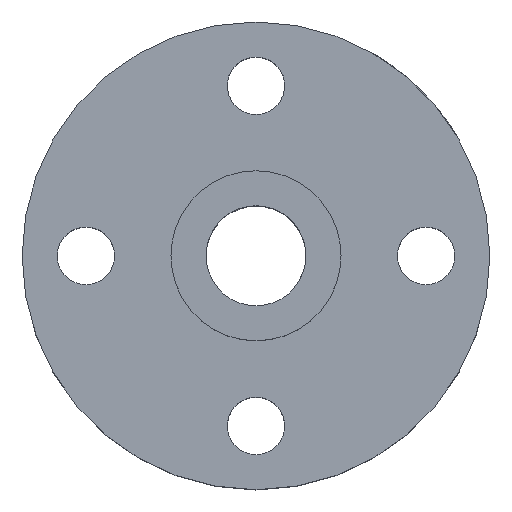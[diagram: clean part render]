
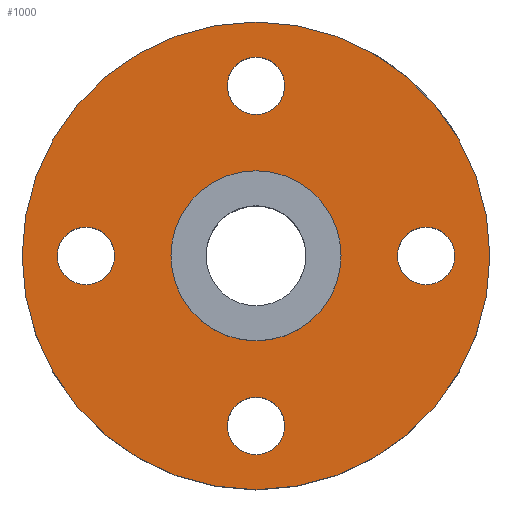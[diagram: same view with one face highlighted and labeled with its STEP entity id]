
A CAD part, top view. The second image highlights one B-rep face of the part: STEP entity #1000.
In plain terms, the highlighted planar face has unit normal (0, 0, 1).
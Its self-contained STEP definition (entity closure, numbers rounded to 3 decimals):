
#1 = EDGE_CURVE ( 'NONE', #389, #808, #729, .T. ) ;
#17 = AXIS2_PLACEMENT_3D ( 'NONE', #691, #619, #693 ) ;
#18 = ORIENTED_EDGE ( 'NONE', *, *, #222, .F. ) ;
#45 = ORIENTED_EDGE ( 'NONE', *, *, #979, .T. ) ;
#61 = CARTESIAN_POINT ( 'NONE',  ( 11., 0., 3.35 ) ) ;
#67 = AXIS2_PLACEMENT_3D ( 'NONE', #630, #874, #788 ) ;
#70 = EDGE_LOOP ( 'NONE', ( #871, #277 ) ) ;
#86 = FACE_BOUND ( 'NONE', #280, .T. ) ;
#96 = DIRECTION ( 'NONE',  ( 1., 0., 0. ) ) ;
#101 = FACE_BOUND ( 'NONE', #238, .T. ) ;
#103 = CARTESIAN_POINT ( 'NONE',  ( 0., 0., 3.35 ) ) ;
#113 = EDGE_CURVE ( 'NONE', #344, #1063, #1053, .T. ) ;
#122 = CARTESIAN_POINT ( 'NONE',  ( 0., 8., 3.35 ) ) ;
#132 = EDGE_CURVE ( 'NONE', #601, #262, #711, .T. ) ;
#143 = AXIS2_PLACEMENT_3D ( 'NONE', #667, #683, #96 ) ;
#147 = DIRECTION ( 'NONE',  ( 0., 0., 1. ) ) ;
#154 = ORIENTED_EDGE ( 'NONE', *, *, #171, .F. ) ;
#159 = CARTESIAN_POINT ( 'NONE',  ( 6.647, 0., 3.35 ) ) ;
#163 = DIRECTION ( 'NONE',  ( 0., 0., 1. ) ) ;
#171 = EDGE_CURVE ( 'NONE', #738, #528, #565, .T. ) ;
#175 = CARTESIAN_POINT ( 'NONE',  ( 0., 0., 3.35 ) ) ;
#183 = DIRECTION ( 'NONE',  ( 0., 0., 1. ) ) ;
#222 = EDGE_CURVE ( 'NONE', #833, #487, #340, .T. ) ;
#231 = EDGE_LOOP ( 'NONE', ( #45, #1068 ) ) ;
#238 = EDGE_LOOP ( 'NONE', ( #488, #18 ) ) ;
#262 = VERTEX_POINT ( 'NONE', #61 ) ;
#273 = DIRECTION ( 'NONE',  ( 1., 0., 0. ) ) ;
#277 = ORIENTED_EDGE ( 'NONE', *, *, #315, .F. ) ;
#278 = CARTESIAN_POINT ( 'NONE',  ( 0., 8., 3.35 ) ) ;
#280 = EDGE_LOOP ( 'NONE', ( #154, #769 ) ) ;
#315 = EDGE_CURVE ( 'NONE', #837, #893, #870, .T. ) ;
#319 = AXIS2_PLACEMENT_3D ( 'NONE', #175, #754, #273 ) ;
#325 = CARTESIAN_POINT ( 'NONE',  ( 4., 0., 3.35 ) ) ;
#328 = DIRECTION ( 'NONE',  ( 1., 0., 0. ) ) ;
#340 = CIRCLE ( 'NONE', #67, 1.353 ) ;
#344 = VERTEX_POINT ( 'NONE', #325 ) ;
#374 = EDGE_LOOP ( 'NONE', ( #499, #714 ) ) ;
#389 = VERTEX_POINT ( 'NONE', #648 ) ;
#395 = CARTESIAN_POINT ( 'NONE',  ( 1.353, 8., 3.35 ) ) ;
#409 = CIRCLE ( 'NONE', #673, 1.353 ) ;
#420 = CARTESIAN_POINT ( 'NONE',  ( -9.353, 0., 3.35 ) ) ;
#432 = FACE_BOUND ( 'NONE', #374, .T. ) ;
#436 = CARTESIAN_POINT ( 'NONE',  ( -8., 0., 3.35 ) ) ;
#451 = AXIS2_PLACEMENT_3D ( 'NONE', #278, #936, #537 ) ;
#483 = AXIS2_PLACEMENT_3D ( 'NONE', #741, #163, #991 ) ;
#484 = FACE_BOUND ( 'NONE', #831, .T. ) ;
#487 = VERTEX_POINT ( 'NONE', #761 ) ;
#488 = ORIENTED_EDGE ( 'NONE', *, *, #898, .F. ) ;
#489 = DIRECTION ( 'NONE',  ( 1., 0., 0. ) ) ;
#496 = AXIS2_PLACEMENT_3D ( 'NONE', #981, #672, #505 ) ;
#499 = ORIENTED_EDGE ( 'NONE', *, *, #1, .F. ) ;
#503 = AXIS2_PLACEMENT_3D ( 'NONE', #804, #968, #328 ) ;
#505 = DIRECTION ( 'NONE',  ( 1., 0., 0. ) ) ;
#528 = VERTEX_POINT ( 'NONE', #859 ) ;
#531 = CARTESIAN_POINT ( 'NONE',  ( -4., 0., 3.35 ) ) ;
#537 = DIRECTION ( 'NONE',  ( 1., 0., 0. ) ) ;
#564 = CIRCLE ( 'NONE', #912, 1.353 ) ;
#565 = CIRCLE ( 'NONE', #451, 1.353 ) ;
#576 = CARTESIAN_POINT ( 'NONE',  ( 1.353, -8., 3.35 ) ) ;
#585 = CIRCLE ( 'NONE', #795, 1.353 ) ;
#586 = EDGE_CURVE ( 'NONE', #528, #738, #564, .T. ) ;
#601 = VERTEX_POINT ( 'NONE', #941 ) ;
#610 = PLANE ( 'NONE',  #17 ) ;
#619 = DIRECTION ( 'NONE',  ( 0., 0., 1. ) ) ;
#630 = CARTESIAN_POINT ( 'NONE',  ( 8., 0., 3.35 ) ) ;
#648 = CARTESIAN_POINT ( 'NONE',  ( -6.647, 0., 3.35 ) ) ;
#662 = ORIENTED_EDGE ( 'NONE', *, *, #113, .F. ) ;
#667 = CARTESIAN_POINT ( 'NONE',  ( 0., 0., 3.35 ) ) ;
#669 = CIRCLE ( 'NONE', #496, 1.353 ) ;
#672 = DIRECTION ( 'NONE',  ( 0., 0., 1. ) ) ;
#673 = AXIS2_PLACEMENT_3D ( 'NONE', #1067, #147, #489 ) ;
#677 = DIRECTION ( 'NONE',  ( 1., 0., 0. ) ) ;
#681 = DIRECTION ( 'NONE',  ( 0., 0., 1. ) ) ;
#683 = DIRECTION ( 'NONE',  ( 0., 0., 1. ) ) ;
#691 = CARTESIAN_POINT ( 'NONE',  ( 0., 0., 3.35 ) ) ;
#693 = DIRECTION ( 'NONE',  ( 1., 0., 0. ) ) ;
#711 = CIRCLE ( 'NONE', #143, 11. ) ;
#714 = ORIENTED_EDGE ( 'NONE', *, *, #784, .F. ) ;
#729 = CIRCLE ( 'NONE', #955, 1.353 ) ;
#730 = FACE_OUTER_BOUND ( 'NONE', #231, .T. ) ;
#738 = VERTEX_POINT ( 'NONE', #395 ) ;
#741 = CARTESIAN_POINT ( 'NONE',  ( 0., 0., 3.35 ) ) ;
#754 = DIRECTION ( 'NONE',  ( 0., 0., 1. ) ) ;
#761 = CARTESIAN_POINT ( 'NONE',  ( 9.353, 0., 3.35 ) ) ;
#769 = ORIENTED_EDGE ( 'NONE', *, *, #586, .F. ) ;
#784 = EDGE_CURVE ( 'NONE', #808, #389, #585, .T. ) ;
#788 = DIRECTION ( 'NONE',  ( 1., 0., 0. ) ) ;
#795 = AXIS2_PLACEMENT_3D ( 'NONE', #809, #1061, #966 ) ;
#797 = EDGE_CURVE ( 'NONE', #893, #837, #409, .T. ) ;
#802 = CIRCLE ( 'NONE', #483, 4. ) ;
#804 = CARTESIAN_POINT ( 'NONE',  ( 0., -8., 3.35 ) ) ;
#808 = VERTEX_POINT ( 'NONE', #420 ) ;
#809 = CARTESIAN_POINT ( 'NONE',  ( -8., 0., 3.35 ) ) ;
#811 = AXIS2_PLACEMENT_3D ( 'NONE', #103, #681, #928 ) ;
#831 = EDGE_LOOP ( 'NONE', ( #905, #662 ) ) ;
#833 = VERTEX_POINT ( 'NONE', #159 ) ;
#837 = VERTEX_POINT ( 'NONE', #886 ) ;
#855 = DIRECTION ( 'NONE',  ( 1., 0., 0. ) ) ;
#859 = CARTESIAN_POINT ( 'NONE',  ( -1.353, 8., 3.35 ) ) ;
#870 = CIRCLE ( 'NONE', #503, 1.353 ) ;
#871 = ORIENTED_EDGE ( 'NONE', *, *, #797, .F. ) ;
#873 = EDGE_CURVE ( 'NONE', #1063, #344, #802, .T. ) ;
#874 = DIRECTION ( 'NONE',  ( 0., 0., 1. ) ) ;
#886 = CARTESIAN_POINT ( 'NONE',  ( -1.353, -8., 3.35 ) ) ;
#893 = VERTEX_POINT ( 'NONE', #576 ) ;
#898 = EDGE_CURVE ( 'NONE', #487, #833, #669, .T. ) ;
#905 = ORIENTED_EDGE ( 'NONE', *, *, #873, .F. ) ;
#912 = AXIS2_PLACEMENT_3D ( 'NONE', #122, #1023, #855 ) ;
#928 = DIRECTION ( 'NONE',  ( 1., 0., 0. ) ) ;
#934 = CIRCLE ( 'NONE', #811, 11. ) ;
#936 = DIRECTION ( 'NONE',  ( 0., 0., 1. ) ) ;
#941 = CARTESIAN_POINT ( 'NONE',  ( -11., 0., 3.35 ) ) ;
#946 = FACE_BOUND ( 'NONE', #70, .T. ) ;
#955 = AXIS2_PLACEMENT_3D ( 'NONE', #436, #183, #677 ) ;
#966 = DIRECTION ( 'NONE',  ( 1., 0., 0. ) ) ;
#968 = DIRECTION ( 'NONE',  ( 0., 0., 1. ) ) ;
#979 = EDGE_CURVE ( 'NONE', #262, #601, #934, .T. ) ;
#981 = CARTESIAN_POINT ( 'NONE',  ( 8., 0., 3.35 ) ) ;
#991 = DIRECTION ( 'NONE',  ( 1., 0., 0. ) ) ;
#1000 = ADVANCED_FACE ( 'NONE', ( #86, #432, #101, #946, #730, #484 ), #610, .T. ) ;
#1023 = DIRECTION ( 'NONE',  ( 0., 0., 1. ) ) ;
#1053 = CIRCLE ( 'NONE', #319, 4. ) ;
#1061 = DIRECTION ( 'NONE',  ( 0., 0., 1. ) ) ;
#1063 = VERTEX_POINT ( 'NONE', #531 ) ;
#1067 = CARTESIAN_POINT ( 'NONE',  ( 0., -8., 3.35 ) ) ;
#1068 = ORIENTED_EDGE ( 'NONE', *, *, #132, .T. ) ;
